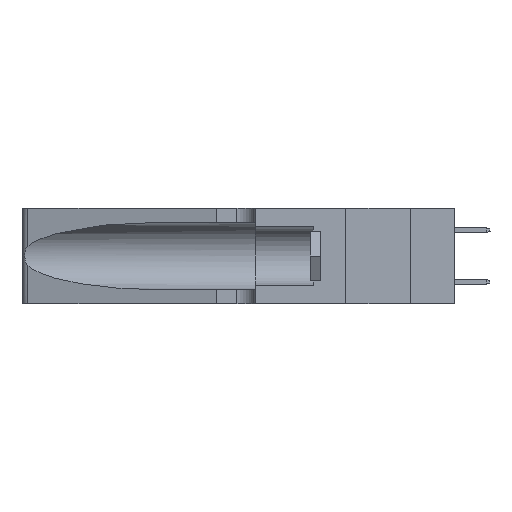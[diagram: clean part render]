
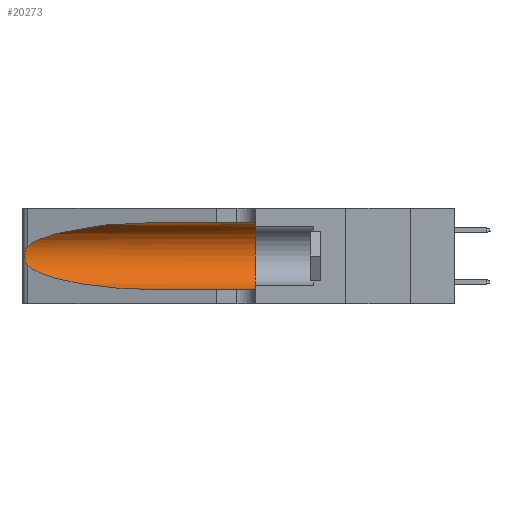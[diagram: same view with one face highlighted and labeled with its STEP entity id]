
A CAD part, left-side view. The second image highlights one B-rep face of the part: STEP entity #20273.
In plain terms, the highlighted cylindrical face has radius 3.308 mm (diameter 6.617 mm), a partial arc.
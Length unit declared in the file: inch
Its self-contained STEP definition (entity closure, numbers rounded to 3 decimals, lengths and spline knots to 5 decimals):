
#159 = CARTESIAN_POINT ( 'NONE',  ( 0.26017, 1.23833, 0.17102 ) ) ;
#297 = CARTESIAN_POINT ( 'NONE',  ( 0.1305, 1.61858, 0.185 ) ) ;
#1684 = LINE ( 'NONE', #21696, #35788 ) ;
#2256 = CARTESIAN_POINT ( 'NONE',  ( 0.2373, 1.15595, 0.08982 ) ) ;
#3702 = CARTESIAN_POINT ( 'NONE',  ( 0.25487, 1.22718, 0.22369 ) ) ;
#5498 =( BOUNDED_CURVE ( )  B_SPLINE_CURVE ( 3, ( #30680, #24827, #24266, #16267 ),
 .UNSPECIFIED., .F., .T. ) 
 B_SPLINE_CURVE_WITH_KNOTS ( ( 4, 4 ),
 ( 1.5708, 2.84003 ),
 .UNSPECIFIED. ) 
 CURVE ( )  GEOMETRIC_REPRESENTATION_ITEM ( )  RATIONAL_B_SPLINE_CURVE ( ( 1., 0.87, 0.87, 1. ) ) 
 REPRESENTATION_ITEM ( '' )  );
#6373 = VERTEX_POINT ( 'NONE', #8682 ) ;
#6481 = FACE_OUTER_BOUND ( 'NONE', #11723, .T. ) ;
#7052 = DIRECTION ( 'NONE',  ( 0., 1., 0. ) ) ;
#7523 = ORIENTED_EDGE ( 'NONE', *, *, #9178, .T. ) ;
#8358 = VERTEX_POINT ( 'NONE', #3702 ) ;
#8408 = CARTESIAN_POINT ( 'NONE',  ( 0.25487, 1.22718, 0.14631 ) ) ;
#8682 = CARTESIAN_POINT ( 'NONE',  ( 0.1305, 0.72297, 0.31525 ) ) ;
#8723 = DIRECTION ( 'NONE',  ( 0., -1., 0. ) ) ;
#8746 = VERTEX_POINT ( 'NONE', #21502 ) ;
#8938 = CARTESIAN_POINT ( 'NONE',  ( 0.25487, 1.22718, 0.22369 ) ) ;
#9178 = EDGE_CURVE ( 'NONE', #8358, #17018, #26572, .T. ) ;
#10418 = DIRECTION ( 'NONE',  ( 0., -1., 0. ) ) ;
#10630 = CARTESIAN_POINT ( 'NONE',  ( 0.18966, 0.96281, 0.05475 ) ) ;
#11132 = VERTEX_POINT ( 'NONE', #15232 ) ;
#11258 = CARTESIAN_POINT ( 'NONE',  ( 0.25856, 1.23593, 0.16098 ) ) ;
#11616 = CARTESIAN_POINT ( 'NONE',  ( 0.26018, 1.23835, 0.19895 ) ) ;
#11723 = EDGE_LOOP ( 'NONE', ( #26389, #7523, #19440, #26043, #20865, #17225 ) ) ;
#13350 = CARTESIAN_POINT ( 'NONE',  ( 0.25487, 1.22718, 0.14631 ) ) ;
#14146 = CYLINDRICAL_SURFACE ( 'NONE', #34859, 0.13025 ) ;
#14190 = CARTESIAN_POINT ( 'NONE',  ( 0.26075, 1.23896, 0.19203 ) ) ;
#15089 = EDGE_CURVE ( 'NONE', #17018, #8746, #26439, .T. ) ;
#15110 = AXIS2_PLACEMENT_3D ( 'NONE', #23606, #7052, #18689 ) ;
#15232 = CARTESIAN_POINT ( 'NONE',  ( 0.1305, 0.35, 0.05475 ) ) ;
#16267 = CARTESIAN_POINT ( 'NONE',  ( 0.25487, 1.22718, 0.22369 ) ) ;
#17018 = VERTEX_POINT ( 'NONE', #8408 ) ;
#17225 = ORIENTED_EDGE ( 'NONE', *, *, #26131, .F. ) ;
#17443 = CARTESIAN_POINT ( 'NONE',  ( 0.25854, 1.2359, 0.20912 ) ) ;
#18689 = DIRECTION ( 'NONE',  ( 0., 0., 1. ) ) ;
#19440 = ORIENTED_EDGE ( 'NONE', *, *, #15089, .T. ) ;
#19629 = CARTESIAN_POINT ( 'NONE',  ( 0.25789, 1.23486, 0.15765 ) ) ;
#19985 = CARTESIAN_POINT ( 'NONE',  ( 0.25487, 1.22718, 0.14631 ) ) ;
#20273 = ADVANCED_FACE ( 'NONE', ( #6481 ), #14146, .F. ) ;
#20308 = DIRECTION ( 'NONE',  ( 0., 0., -1. ) ) ;
#20865 = ORIENTED_EDGE ( 'NONE', *, *, #33781, .F. ) ;
#21502 = CARTESIAN_POINT ( 'NONE',  ( 0.1305, 0.72297, 0.05475 ) ) ;
#21696 = CARTESIAN_POINT ( 'NONE',  ( 0.1305, 1.61858, 0.31525 ) ) ;
#21735 = CARTESIAN_POINT ( 'NONE',  ( 0.1305, 0.72297, 0.05475 ) ) ;
#22388 = CARTESIAN_POINT ( 'NONE',  ( 0.25555, 1.22993, 0.14849 ) ) ;
#22604 = LINE ( 'NONE', #33729, #25383 ) ;
#23088 = CARTESIAN_POINT ( 'NONE',  ( 0.1305, 0.35, 0.31525 ) ) ;
#23262 = CIRCLE ( 'NONE', #15110, 0.13025 ) ;
#23606 = CARTESIAN_POINT ( 'NONE',  ( 0.1305, 0.35, 0.185 ) ) ;
#24266 = CARTESIAN_POINT ( 'NONE',  ( 0.2373, 1.15595, 0.28018 ) ) ;
#24827 = CARTESIAN_POINT ( 'NONE',  ( 0.18966, 0.96281, 0.31525 ) ) ;
#25116 = CARTESIAN_POINT ( 'NONE',  ( 0.25787, 1.23484, 0.2124 ) ) ;
#25383 = VECTOR ( 'NONE', #34256, 39.37008 ) ;
#25470 = CARTESIAN_POINT ( 'NONE',  ( 0.25555, 1.22994, 0.2215 ) ) ;
#25885 = VERTEX_POINT ( 'NONE', #23088 ) ;
#26043 = ORIENTED_EDGE ( 'NONE', *, *, #35576, .T. ) ;
#26131 = EDGE_CURVE ( 'NONE', #6373, #25885, #1684, .T. ) ;
#26389 = ORIENTED_EDGE ( 'NONE', *, *, #31632, .T. ) ;
#26439 =( BOUNDED_CURVE ( )  B_SPLINE_CURVE ( 3, ( #13350, #2256, #10630, #21735 ),
 .UNSPECIFIED., .F., .T. ) 
 B_SPLINE_CURVE_WITH_KNOTS ( ( 4, 4 ),
 ( 3.44316, 4.71239 ),
 .UNSPECIFIED. ) 
 CURVE ( )  GEOMETRIC_REPRESENTATION_ITEM ( )  RATIONAL_B_SPLINE_CURVE ( ( 1., 0.87, 0.87, 1. ) ) 
 REPRESENTATION_ITEM ( '' )  );
#26572 = B_SPLINE_CURVE_WITH_KNOTS ( 'NONE', 3,
 ( #8938, #25470, #28405, #25116, #17443, #11616, #14190, #28227, #159, #11258, #19629, #31326, #22388, #19985 ),
 .UNSPECIFIED., .F., .F.,
 ( 4, 2, 2, 2, 2, 2, 4 ),
 ( 0., 0.00027, 0.00053, 0.00107, 0.0016, 0.00187, 0.00214 ),
 .UNSPECIFIED. ) ;
#28227 = CARTESIAN_POINT ( 'NONE',  ( 0.26075, 1.23896, 0.178 ) ) ;
#28405 = CARTESIAN_POINT ( 'NONE',  ( 0.25639, 1.23184, 0.21858 ) ) ;
#30680 = CARTESIAN_POINT ( 'NONE',  ( 0.1305, 0.72297, 0.31525 ) ) ;
#31326 = CARTESIAN_POINT ( 'NONE',  ( 0.25639, 1.23186, 0.15144 ) ) ;
#31632 = EDGE_CURVE ( 'NONE', #6373, #8358, #5498, .T. ) ;
#33729 = CARTESIAN_POINT ( 'NONE',  ( 0.1305, 1.61858, 0.05475 ) ) ;
#33781 = EDGE_CURVE ( 'NONE', #25885, #11132, #23262, .T. ) ;
#34256 = DIRECTION ( 'NONE',  ( 0., -1., 0. ) ) ;
#34859 = AXIS2_PLACEMENT_3D ( 'NONE', #297, #8723, #20308 ) ;
#35576 = EDGE_CURVE ( 'NONE', #8746, #11132, #22604, .T. ) ;
#35788 = VECTOR ( 'NONE', #10418, 39.37008 ) ;
